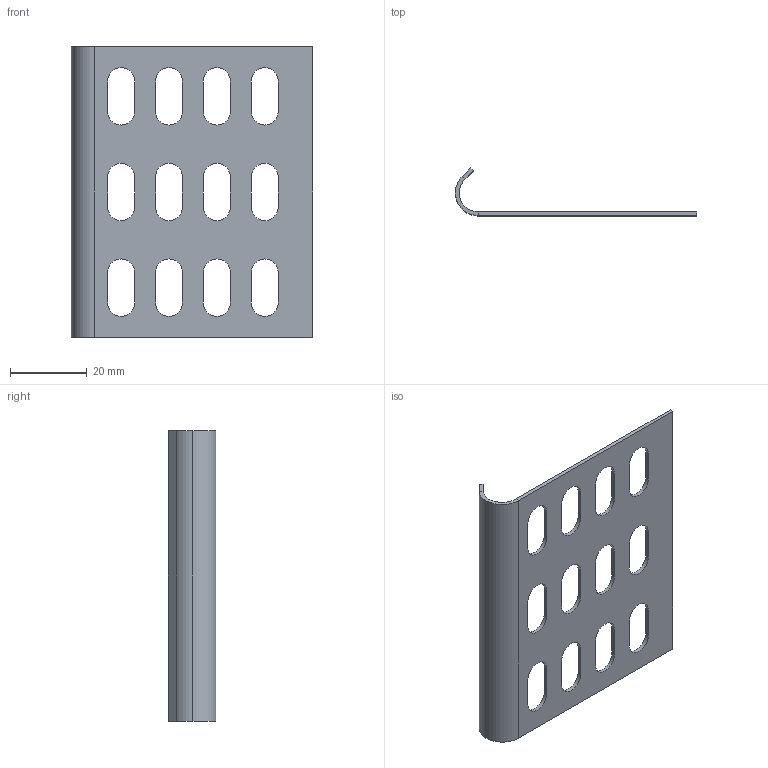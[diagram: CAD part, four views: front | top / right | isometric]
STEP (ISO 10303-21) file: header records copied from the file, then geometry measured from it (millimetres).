
FILE_DESCRIPTION (( 'STEP AP214' ), '1' );
FILE_NAME ('7083008.STEP', '2019-11-20T08:33:49', ( '' ), ( '' ), 'SwSTEP 2.0', 'SolidWorks 2018', '' );
FILE_SCHEMA (( 'AUTOMOTIVE_DESIGN' ));
Length unit declared in the file: millimetre
Products named in the file (1): 7083008
Bounding box: 63 x 12.5 x 76 mm (x, y, z)
Volume: 4425.7 mm3; surface area: 9605.6 mm2
Topology: 1 solids, 1 shells, 64 faces, 178 edges, 116 vertices
Faces by surface type: plane 36, cylinder 28
Entity records: 2136 total; most frequent: DIRECTION 364, CARTESIAN_POINT 359, ORIENTED_EDGE 356, EDGE_CURVE 178, VECTOR 122, LINE 122, AXIS2_PLACEMENT_3D 121, VERTEX_POINT 116
